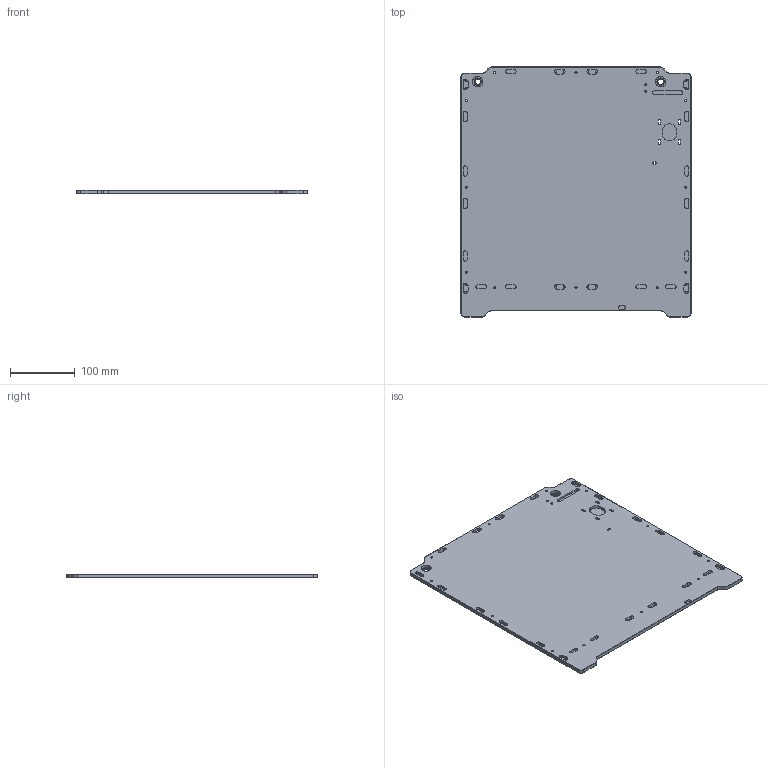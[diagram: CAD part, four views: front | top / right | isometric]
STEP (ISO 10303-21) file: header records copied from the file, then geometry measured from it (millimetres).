
FILE_DESCRIPTION (( 'STEP AP214' ), '1' );
FILE_NAME ('1232-B2P-B.STEP', '2013-11-18T22:19:00', ( '3DAssist' ), ( '' ), 'SwSTEP 2.0', 'SolidWorks 2013', '' );
FILE_SCHEMA (( 'AUTOMOTIVE_DESIGN' ));
Length unit declared in the file: millimetre
Products named in the file (1): 1232-B2P-B
Bounding box: 357 x 388 x 6 mm (x, y, z)
Volume: 793565.9 mm3; surface area: 283695.6 mm2
Topology: 1 solids, 1 shells, 307 faces, 750 edges, 474 vertices
Faces by surface type: plane 159, cylinder 124, cone 24
Full cylindrical faces by diameter (mm): 3.1 x2, 3.2 x12, 8.5 x2, 11.5 x2, 16 x2
Entity records: 8992 total; most frequent: DIRECTION 1616, CARTESIAN_POINT 1508, ORIENTED_EDGE 1456, EDGE_CURVE 728, AXIS2_PLACEMENT_3D 580, VERTEX_POINT 472, VECTOR 456, LINE 456
